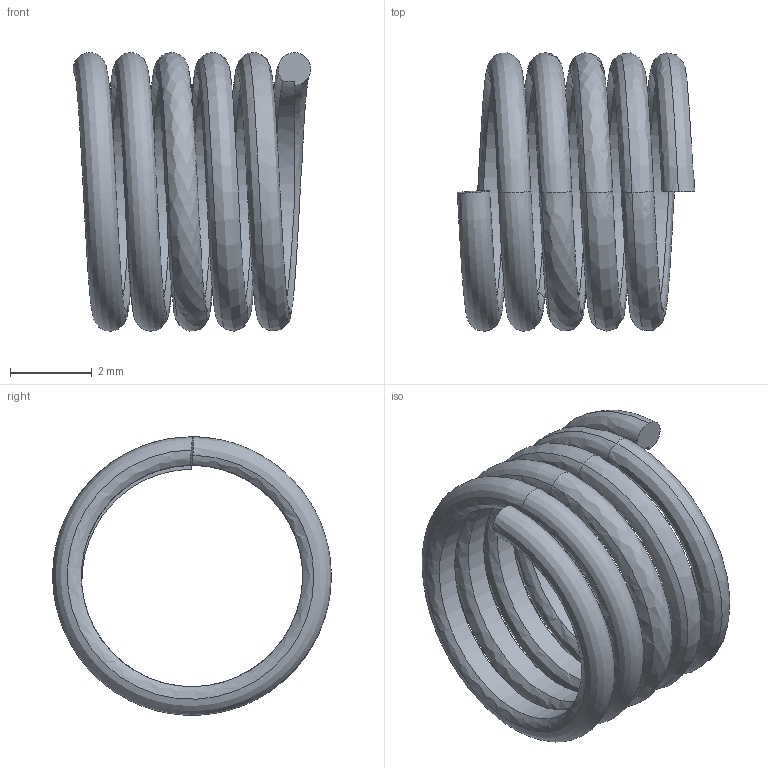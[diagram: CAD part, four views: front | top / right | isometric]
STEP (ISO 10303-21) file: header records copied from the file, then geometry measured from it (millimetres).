
FILE_DESCRIPTION(('FreeCAD Model'),'2;1');
FILE_NAME('compressed_spring.step', '2016-11-15T16:07:25',('Author'),(''), 'Open CASCADE STEP processor 6.8','FreeCAD','Unknown');
FILE_SCHEMA(('AUTOMOTIVE_DESIGN_CC2 { 1 2 10303 214 -1 1 5 4 }'));
Length unit declared in the file: millimetre
Products named in the file (2): ASSEMBLY; compressed_spring_01
Assembly tree (1 placements, depth 2):
  ASSEMBLY
    compressed_spring_01
Bounding box: 5.8 x 6.8 x 6.8 mm (x, y, z)
Volume: 44.4 mm3; surface area: 235.4 mm2
Topology: 1 solids, 1 shells, 14 faces, 42 edges, 30 vertices
Faces by surface type: bspline 10, plane 3, cylinder 1
Entity records: 9059 total; most frequent: CARTESIAN_POINT 8419, ORIENTED_EDGE 84, PCURVE 84, DEFINITIONAL_REPRESENTATION 84, B_SPLINE_CURVE_WITH_KNOTS 83, DIRECTION 46, EDGE_CURVE 42, SURFACE_CURVE 42
